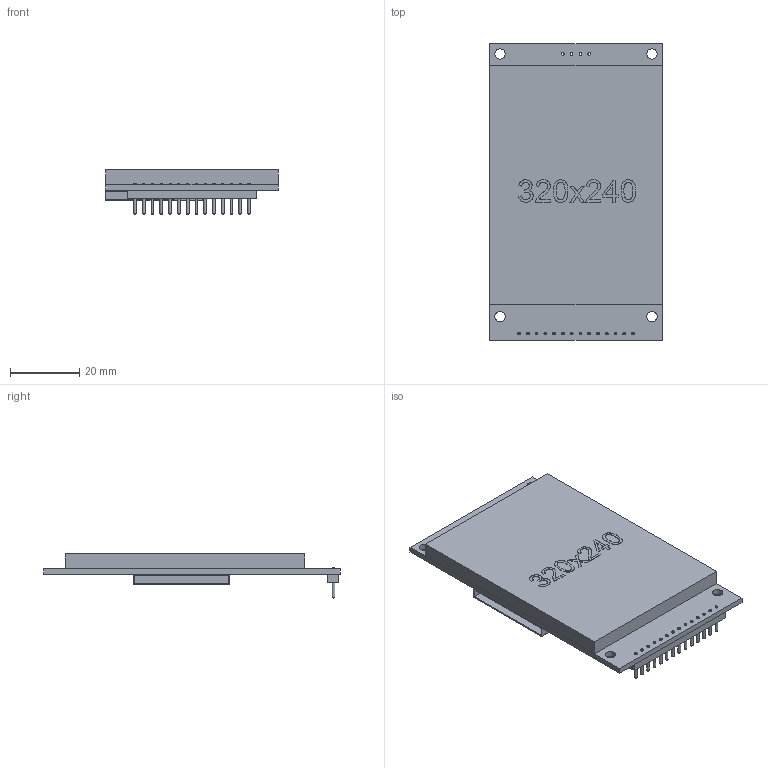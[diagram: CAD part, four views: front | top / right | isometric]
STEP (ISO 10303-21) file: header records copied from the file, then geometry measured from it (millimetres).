
FILE_DESCRIPTION(('FreeCAD Model'),'2;1');
FILE_NAME('Open CASCADE Shape Model','2021-10-11T12:43:28',('BT'),(''), 'Open CASCADE STEP processor 7.4','FreeCAD','Unknown');
FILE_SCHEMA(('AUTOMOTIVE_DESIGN { 1 0 10303 214 1 1 1 1 }'));
Length unit declared in the file: millimetre
Products named in the file (7): TFT_320x240_touch_r0; Extrude; Body-header; Body-pins; Body-display; Body-sdcard; Body-board
Assembly tree (6 placements, depth 2):
  TFT_320x240_touch_r0
    Extrude
    Body-header
    Body-pins
    Body-display
    Body-sdcard
    Body-board
Bounding box: 50 x 86 x 13.05 mm (x, y, z)
Volume: 23353.9 mm3; surface area: 21240.3 mm2
Topology: 12 solids, 12 shells, 282 faces, 659 edges, 430 vertices
Faces by surface type: plane 115, extrusion 89, cylinder 50, cone 28
Full cylindrical faces by diameter (mm): 0.8 x18, 0.81 x28, 3 x4
Entity records: 8462 total; most frequent: CARTESIAN_POINT 1912, ORIENTED_EDGE 1318, DIRECTION 1098, EDGE_CURVE 659, VECTOR 442, VERTEX_POINT 430, FACE_BOUND 361, EDGE_LOOP 361
